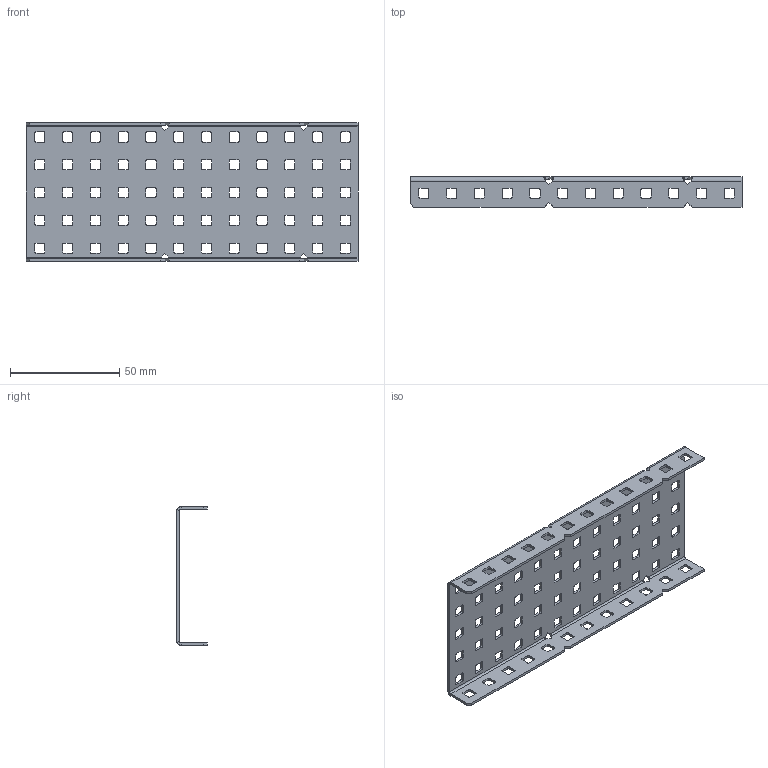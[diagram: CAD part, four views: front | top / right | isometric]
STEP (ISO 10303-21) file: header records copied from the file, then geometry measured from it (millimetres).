
FILE_DESCRIPTION(/* description */ (''),/* implementation_level */ '2;1');
FILE_NAME(/* name */ 'Aluminum C-Channel 1x5x1x12.ipt.step',/* time_stamp */ '2020-04-16T23:01:00-04:00',/* author */ ('Jordan'),/* organization */ (''),/* preprocessor_version */ 'ST-DEVELOPER v17',/* originating_system */ 'Autodesk Inventor 2019',/* authorisation */ '');
FILE_SCHEMA (('AUTOMOTIVE_DESIGN { 1 0 10303 214 3 1 1 }'));
Length unit declared in the file: inch
Products named in the file (1): Aluminum C-Channel 1x5x1x12
Bounding box: 151.83 x 13.87 x 63.5 mm (x, y, z)
Volume: 13399.5 mm3; surface area: 25296.4 mm2
Topology: 1 solids, 1 shells, 744 faces, 2313 edges, 1566 vertices
Faces by surface type: plane 380, cylinder 348, bspline 16
Entity records: 26629 total; most frequent: CARTESIAN_POINT 5283, DIRECTION 4500, ORIENTED_EDGE 4452, EDGE_CURVE 2226, LINE 1514, VECTOR 1514, AXIS2_PLACEMENT_3D 1493, VERTEX_POINT 1476
